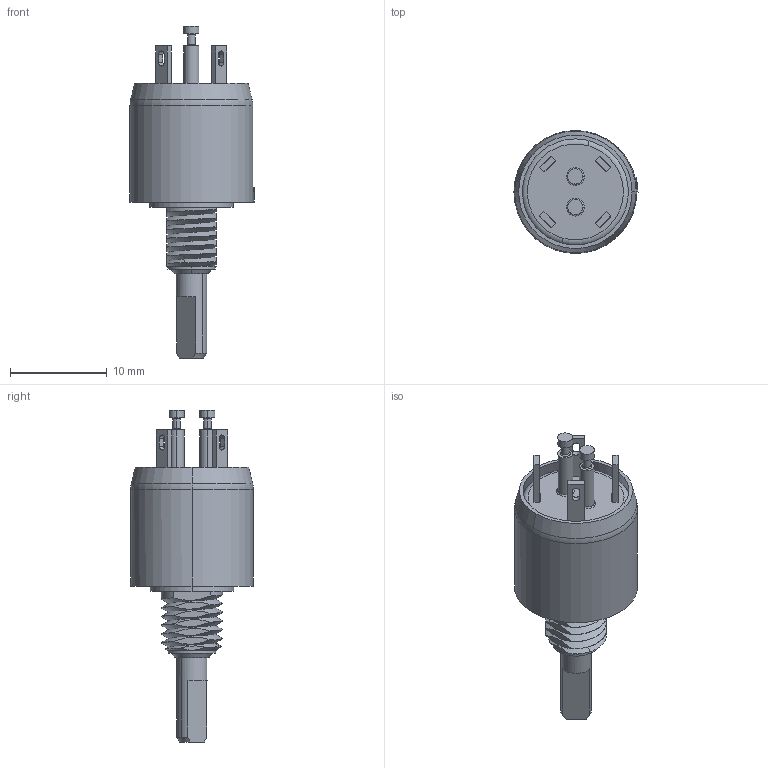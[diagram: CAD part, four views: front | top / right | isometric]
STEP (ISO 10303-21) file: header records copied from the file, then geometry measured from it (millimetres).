
FILE_DESCRIPTION((''),'2;1');
FILE_NAME('50A90-01-2-XXX_SW0001','2015-01-22T',('jjanota'),(''),'PRO/ENGINEER BY PARAMETRIC TECHNOLOGY CORPORATION, 2011490','PRO/ENGINEER BY PARAMETRIC TECHNOLOGY CORPORATION, 2011490','');
FILE_SCHEMA(('CONFIG_CONTROL_DESIGN'));
Length unit declared in the file: inch
Products named in the file (1): 50A90-01-2-XXX_SW0001
Bounding box: 12.83 x 12.7 x 34.34 mm (x, y, z)
Surface area: 1329.6 mm2 (no closed solid volume)
Topology: 0 solids, 10 shells, 133 faces, 348 edges, 231 vertices
Faces by surface type: plane 59, cylinder 42, torus 16, cone 10, bspline 6
Entity records: 7279 total; most frequent: CARTESIAN_POINT 2930, DIRECTION 649, ORIENTED_EDGE 642, EDGE_CURVE 348, AXIS2_PLACEMENT_3D 241, VERTEX_POINT 231, COLOUR_RGB 218, VECTOR 167
